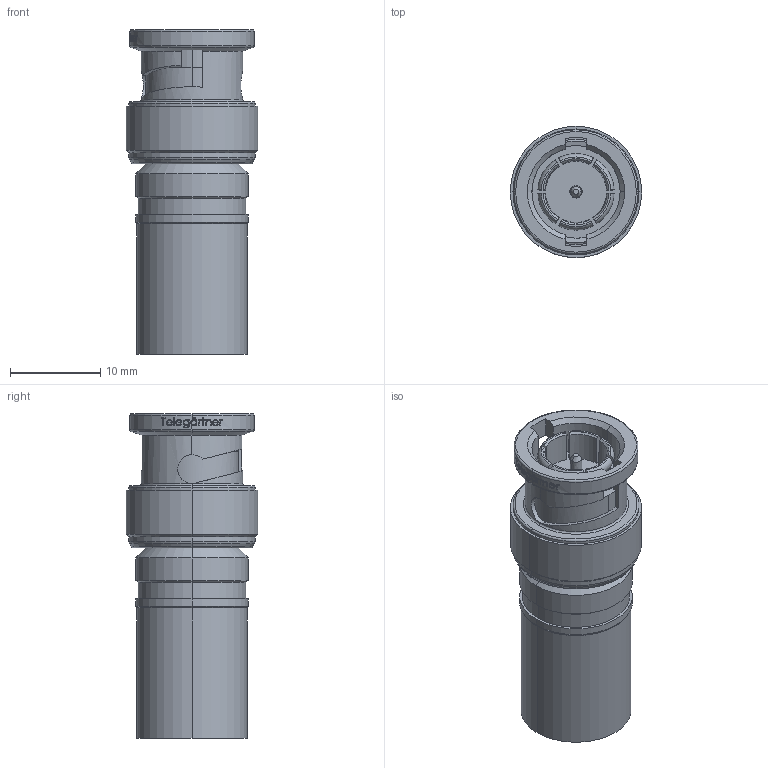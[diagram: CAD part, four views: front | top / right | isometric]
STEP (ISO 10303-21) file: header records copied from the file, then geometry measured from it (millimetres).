
FILE_DESCRIPTION (( 'STEP AP214' ), '1' );
FILE_NAME ('J01002A0046.STEP', '2019-07-03T09:11:00', ( '' ), ( '' ), 'SwSTEP 2.0', 'SolidWorks 2018', '' );
FILE_SCHEMA (( 'AUTOMOTIVE_DESIGN' ));
Length unit declared in the file: millimetre
Products named in the file (1): J01002A0046
Bounding box: 14.6 x 14.6 x 36.1 mm (x, y, z)
Volume: 3429.1 mm3; surface area: 2690.2 mm2
Topology: 1 solids, 1 shells, 300 faces, 764 edges, 496 vertices
Faces by surface type: plane 102, bspline 78, cylinder 70, cone 30, torus 20
Entity records: 15239 total; most frequent: CARTESIAN_POINT 5263, ORIENTED_EDGE 1528, DIRECTION 1176, EDGE_CURVE 764, VERTEX_POINT 496, AXIS2_PLACEMENT_3D 422, EDGE_LOOP 334, LINE 332
